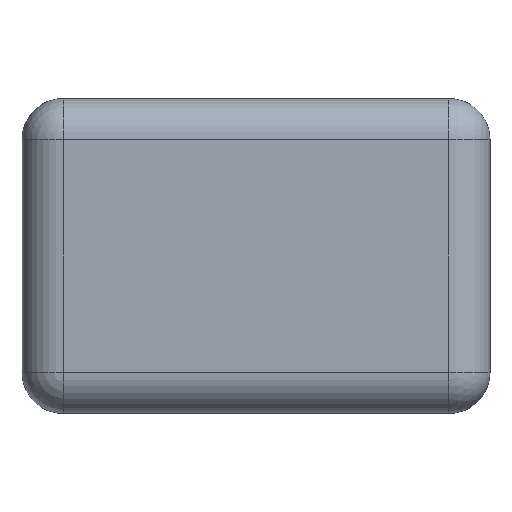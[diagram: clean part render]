
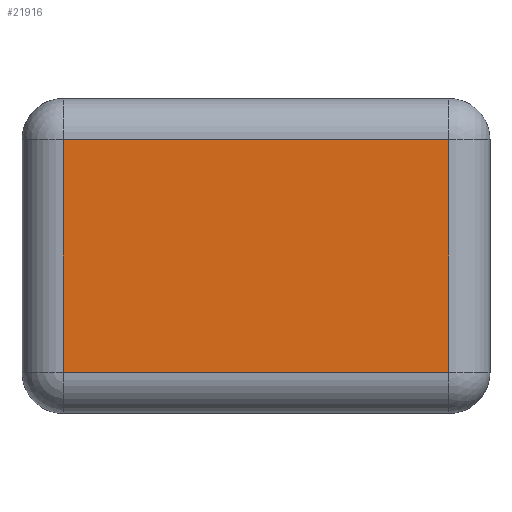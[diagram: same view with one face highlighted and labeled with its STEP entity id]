
A CAD part, front view. The second image highlights one B-rep face of the part: STEP entity #21916.
In plain terms, the highlighted planar face has unit normal (0, -1, 0).
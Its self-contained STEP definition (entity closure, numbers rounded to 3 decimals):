
#88 = CARTESIAN_POINT ( 'NONE',  ( -374.814, -164.133, 0. ) ) ;
#929 = VERTEX_POINT ( 'NONE', #46461 ) ;
#1271 = DIRECTION ( 'NONE',  ( 1., 0., 0. ) ) ;
#3874 = VERTEX_POINT ( 'NONE', #45050 ) ;
#4198 = VECTOR ( 'NONE', #29803, 1000. ) ;
#5441 = ORIENTED_EDGE ( 'NONE', *, *, #28953, .T. ) ;
#5629 = LINE ( 'NONE', #16026, #35374 ) ;
#7449 = VERTEX_POINT ( 'NONE', #68082 ) ;
#8185 = EDGE_LOOP ( 'NONE', ( #65270, #5441, #15960, #54402 ) ) ;
#9817 = DIRECTION ( 'NONE',  ( 0., 0., -1. ) ) ;
#12989 = CARTESIAN_POINT ( 'NONE',  ( -374.814, -164.133, 226.224 ) ) ;
#15960 = ORIENTED_EDGE ( 'NONE', *, *, #57584, .T. ) ;
#16026 = CARTESIAN_POINT ( 'NONE',  ( 374.814, -164.133, 0. ) ) ;
#21916 = ADVANCED_FACE ( 'NONE', ( #55159 ), #28425, .T. ) ;
#23215 = CARTESIAN_POINT ( 'NONE',  ( 0., -164.133, 0. ) ) ;
#24950 = CARTESIAN_POINT ( 'NONE',  ( 0., -164.133, 226.224 ) ) ;
#27601 = LINE ( 'NONE', #64039, #57410 ) ;
#28425 = PLANE ( 'NONE',  #42946 ) ;
#28953 = EDGE_CURVE ( 'NONE', #929, #3874, #5629, .T. ) ;
#29803 = DIRECTION ( 'NONE',  ( -1., 0., 0. ) ) ;
#32641 = EDGE_CURVE ( 'NONE', #51493, #7449, #42061, .T. ) ;
#33380 = DIRECTION ( 'NONE',  ( 0., 0., 1. ) ) ;
#35374 = VECTOR ( 'NONE', #33380, 1000. ) ;
#39193 = DIRECTION ( 'NONE',  ( 0., -1., 0. ) ) ;
#42061 = LINE ( 'NONE', #88, #42463 ) ;
#42463 = VECTOR ( 'NONE', #9817, 1000. ) ;
#42946 = AXIS2_PLACEMENT_3D ( 'NONE', #23215, #39193, #64838 ) ;
#45050 = CARTESIAN_POINT ( 'NONE',  ( 374.814, -164.133, 226.224 ) ) ;
#46461 = CARTESIAN_POINT ( 'NONE',  ( 374.814, -164.133, -226.224 ) ) ;
#51493 = VERTEX_POINT ( 'NONE', #12989 ) ;
#54402 = ORIENTED_EDGE ( 'NONE', *, *, #32641, .T. ) ;
#55159 = FACE_OUTER_BOUND ( 'NONE', #8185, .T. ) ;
#57410 = VECTOR ( 'NONE', #1271, 1000. ) ;
#57584 = EDGE_CURVE ( 'NONE', #3874, #51493, #61729, .T. ) ;
#59525 = EDGE_CURVE ( 'NONE', #7449, #929, #27601, .T. ) ;
#61729 = LINE ( 'NONE', #24950, #4198 ) ;
#64039 = CARTESIAN_POINT ( 'NONE',  ( 0., -164.133, -226.224 ) ) ;
#64838 = DIRECTION ( 'NONE',  ( 0., 0., -1. ) ) ;
#65270 = ORIENTED_EDGE ( 'NONE', *, *, #59525, .T. ) ;
#68082 = CARTESIAN_POINT ( 'NONE',  ( -374.814, -164.133, -226.224 ) ) ;
